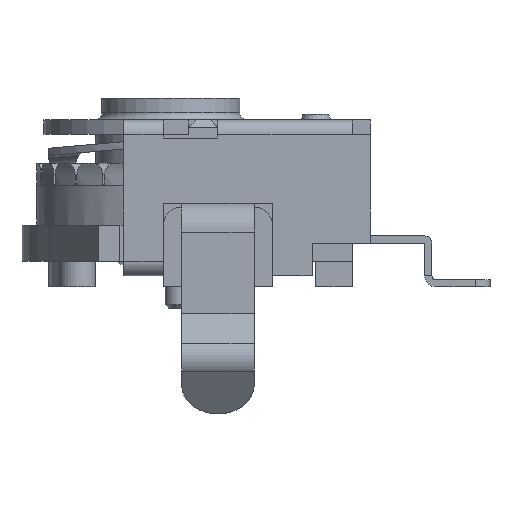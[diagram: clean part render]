
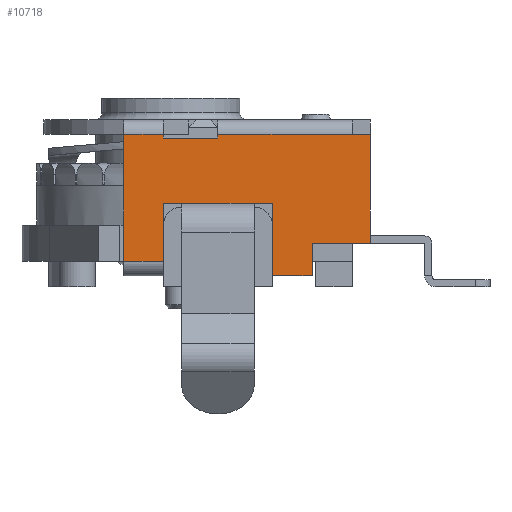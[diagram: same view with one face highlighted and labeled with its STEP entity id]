
A CAD part, front view. The second image highlights one B-rep face of the part: STEP entity #10718.
In plain terms, the highlighted face is planar.
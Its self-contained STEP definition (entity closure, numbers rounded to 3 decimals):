
#678=PLANE('',#11628);
#1405=FACE_OUTER_BOUND('',#1980,.T.);
#1980=EDGE_LOOP('',(#9820,#9821,#9822,#9823,#9824,#9825,#9826,#9827,#9828,
#9829,#9830,#9831,#9832,#9833,#9834,#9835,#9836));
#2796=LINE('',#18724,#3889);
#3041=LINE('',#19224,#4134);
#3042=LINE('',#19227,#4135);
#3043=LINE('',#19228,#4136);
#3044=LINE('',#19230,#4137);
#3045=LINE('',#19232,#4138);
#3046=LINE('',#19234,#4139);
#3047=LINE('',#19236,#4140);
#3048=LINE('',#19238,#4141);
#3049=LINE('',#19240,#4142);
#3050=LINE('',#19242,#4143);
#3051=LINE('',#19244,#4144);
#3052=LINE('',#19246,#4145);
#3053=LINE('',#19248,#4146);
#3054=LINE('',#19250,#4147);
#3055=LINE('',#19252,#4148);
#3056=LINE('',#19253,#4149);
#3889=VECTOR('',#13724,10.);
#4134=VECTOR('',#14147,10.);
#4135=VECTOR('',#14150,10.);
#4136=VECTOR('',#14151,10.);
#4137=VECTOR('',#14152,10.);
#4138=VECTOR('',#14153,10.);
#4139=VECTOR('',#14154,10.);
#4140=VECTOR('',#14155,10.);
#4141=VECTOR('',#14156,10.);
#4142=VECTOR('',#14157,10.);
#4143=VECTOR('',#14158,10.);
#4144=VECTOR('',#14159,10.);
#4145=VECTOR('',#14160,10.);
#4146=VECTOR('',#14161,10.);
#4147=VECTOR('',#14162,10.);
#4148=VECTOR('',#14163,10.);
#4149=VECTOR('',#14164,10.);
#5218=VERTEX_POINT('',#18645);
#5243=VERTEX_POINT('',#18719);
#5406=VERTEX_POINT('',#19217);
#5409=VERTEX_POINT('',#19222);
#5410=VERTEX_POINT('',#19226);
#5411=VERTEX_POINT('',#19229);
#5412=VERTEX_POINT('',#19231);
#5413=VERTEX_POINT('',#19233);
#5414=VERTEX_POINT('',#19235);
#5415=VERTEX_POINT('',#19237);
#5416=VERTEX_POINT('',#19239);
#5417=VERTEX_POINT('',#19241);
#5418=VERTEX_POINT('',#19243);
#5419=VERTEX_POINT('',#19245);
#5420=VERTEX_POINT('',#19247);
#5421=VERTEX_POINT('',#19249);
#5422=VERTEX_POINT('',#19251);
#6684=EDGE_CURVE('',#5243,#5218,#2796,.T.);
#6931=EDGE_CURVE('',#5409,#5406,#3041,.T.);
#6932=EDGE_CURVE('',#5410,#5409,#3042,.T.);
#6933=EDGE_CURVE('',#5243,#5410,#3043,.T.);
#6934=EDGE_CURVE('',#5411,#5218,#3044,.T.);
#6935=EDGE_CURVE('',#5411,#5412,#3045,.T.);
#6936=EDGE_CURVE('',#5413,#5412,#3046,.T.);
#6937=EDGE_CURVE('',#5414,#5413,#3047,.T.);
#6938=EDGE_CURVE('',#5415,#5414,#3048,.T.);
#6939=EDGE_CURVE('',#5415,#5416,#3049,.T.);
#6940=EDGE_CURVE('',#5416,#5417,#3050,.T.);
#6941=EDGE_CURVE('',#5418,#5417,#3051,.T.);
#6942=EDGE_CURVE('',#5418,#5419,#3052,.T.);
#6943=EDGE_CURVE('',#5419,#5420,#3053,.T.);
#6944=EDGE_CURVE('',#5420,#5421,#3054,.T.);
#6945=EDGE_CURVE('',#5422,#5421,#3055,.T.);
#6946=EDGE_CURVE('',#5422,#5406,#3056,.T.);
#9820=ORIENTED_EDGE('',*,*,#6931,.F.);
#9821=ORIENTED_EDGE('',*,*,#6932,.F.);
#9822=ORIENTED_EDGE('',*,*,#6933,.F.);
#9823=ORIENTED_EDGE('',*,*,#6684,.T.);
#9824=ORIENTED_EDGE('',*,*,#6934,.F.);
#9825=ORIENTED_EDGE('',*,*,#6935,.T.);
#9826=ORIENTED_EDGE('',*,*,#6936,.F.);
#9827=ORIENTED_EDGE('',*,*,#6937,.F.);
#9828=ORIENTED_EDGE('',*,*,#6938,.F.);
#9829=ORIENTED_EDGE('',*,*,#6939,.T.);
#9830=ORIENTED_EDGE('',*,*,#6940,.T.);
#9831=ORIENTED_EDGE('',*,*,#6941,.F.);
#9832=ORIENTED_EDGE('',*,*,#6942,.T.);
#9833=ORIENTED_EDGE('',*,*,#6943,.T.);
#9834=ORIENTED_EDGE('',*,*,#6944,.T.);
#9835=ORIENTED_EDGE('',*,*,#6945,.F.);
#9836=ORIENTED_EDGE('',*,*,#6946,.T.);
#10718=ADVANCED_FACE('',(#1405),#678,.T.);
#11628=AXIS2_PLACEMENT_3D('',#19225,#14148,#14149);
#13724=DIRECTION('',(1.,0.,0.));
#14147=DIRECTION('',(-1.,0.,0.));
#14148=DIRECTION('center_axis',(0.,0.,1.));
#14149=DIRECTION('ref_axis',(1.,0.,0.));
#14150=DIRECTION('',(0.,-1.,0.));
#14151=DIRECTION('',(-1.,0.,0.));
#14152=DIRECTION('',(-1.,0.,0.));
#14153=DIRECTION('',(0.,-1.,0.));
#14154=DIRECTION('',(-1.,0.,0.));
#14155=DIRECTION('',(0.,-1.,0.));
#14156=DIRECTION('',(-1.,0.,0.));
#14157=DIRECTION('',(0.,1.,0.));
#14158=DIRECTION('',(-1.,0.,0.));
#14159=DIRECTION('',(1.,0.,0.));
#14160=DIRECTION('',(0.,-1.,0.));
#14161=DIRECTION('',(-1.,0.,0.));
#14162=DIRECTION('',(0.,1.,0.));
#14163=DIRECTION('',(1.,0.,0.));
#14164=DIRECTION('',(0.,-1.,0.));
#18645=CARTESIAN_POINT('',(2.3,-1.9,4.85));
#18719=CARTESIAN_POINT('',(0.3,-1.9,4.85));
#18724=CARTESIAN_POINT('',(0.5,-1.9,4.85));
#19217=CARTESIAN_POINT('',(-1.3,-3.5,4.85));
#19222=CARTESIAN_POINT('',(-0.2,-3.5,4.85));
#19224=CARTESIAN_POINT('',(-1.025,-3.5,4.85));
#19225=CARTESIAN_POINT('Origin',(-1.3,0.,4.85));
#19226=CARTESIAN_POINT('',(-0.2,-1.9,4.85));
#19227=CARTESIAN_POINT('',(-0.2,-1.9,4.85));
#19228=CARTESIAN_POINT('',(-1.3,-1.9,4.85));
#19229=CARTESIAN_POINT('',(2.8,-1.9,4.85));
#19230=CARTESIAN_POINT('',(-1.3,-1.9,4.85));
#19231=CARTESIAN_POINT('',(2.8,-3.9,4.85));
#19232=CARTESIAN_POINT('',(2.8,-1.9,4.85));
#19233=CARTESIAN_POINT('',(3.9,-3.9,4.85));
#19234=CARTESIAN_POINT('',(3.9,-3.9,4.85));
#19235=CARTESIAN_POINT('',(3.9,-3.,4.85));
#19236=CARTESIAN_POINT('',(3.9,-3.,4.85));
#19237=CARTESIAN_POINT('',(5.5,-3.,4.85));
#19238=CARTESIAN_POINT('',(5.5,-3.,4.85));
#19239=CARTESIAN_POINT('',(5.5,0.,4.85));
#19240=CARTESIAN_POINT('',(5.5,0.,4.85));
#19241=CARTESIAN_POINT('',(5.,0.,4.85));
#19242=CARTESIAN_POINT('',(1.975,0.,4.85));
#19243=CARTESIAN_POINT('',(1.3,0.,4.85));
#19244=CARTESIAN_POINT('',(0.277,0.,4.85));
#19245=CARTESIAN_POINT('',(1.3,-0.1,4.85));
#19246=CARTESIAN_POINT('',(1.3,0.2,4.85));
#19247=CARTESIAN_POINT('',(-0.2,-0.1,4.85));
#19248=CARTESIAN_POINT('',(-0.336,-0.1,4.85));
#19249=CARTESIAN_POINT('',(-0.2,0.,4.85));
#19250=CARTESIAN_POINT('',(-0.2,0.2,4.85));
#19251=CARTESIAN_POINT('',(-1.3,0.,4.85));
#19252=CARTESIAN_POINT('',(0.277,0.,4.85));
#19253=CARTESIAN_POINT('',(-1.3,0.,4.85));
